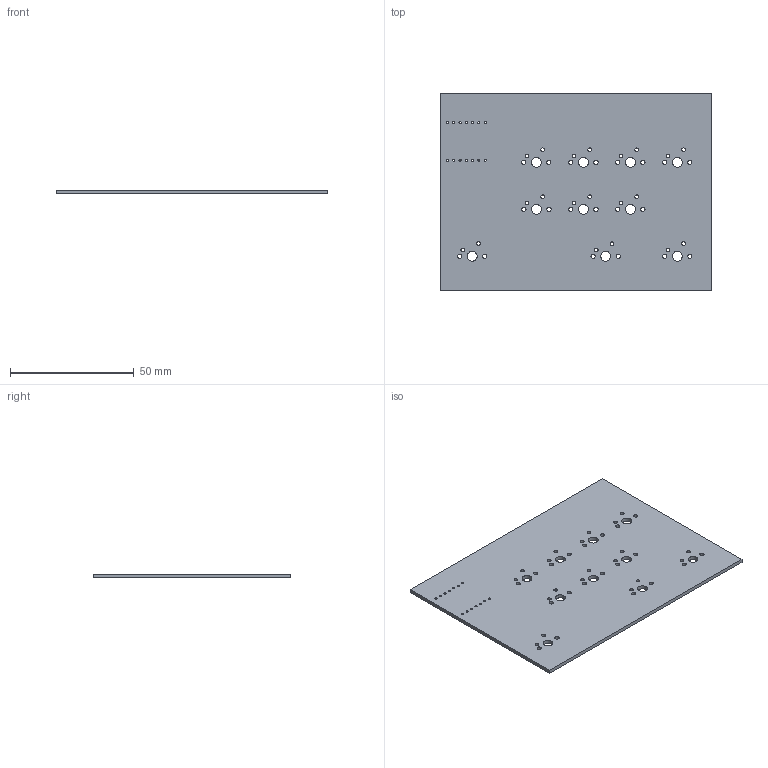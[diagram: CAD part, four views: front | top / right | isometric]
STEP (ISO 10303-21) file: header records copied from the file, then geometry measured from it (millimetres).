
FILE_DESCRIPTION(('KiCad electronic assembly'),'2;1');
FILE_NAME('keyboard-V1.1.step','2025-12-21T19:52:33',('Pcbnew'),('Kicad' ),'Open CASCADE STEP processor 7.9','KiCad to STEP converter', 'Unknown');
FILE_SCHEMA(('AUTOMOTIVE_DESIGN { 1 0 10303 214 1 1 1 1 }'));
Length unit declared in the file: millimetre
Products named in the file (3): keyboard-V1.1 1; keyboard_PCB; keyboard-V1.1 2
Assembly tree (1 placements, depth 2):
  keyboard-V1.1 1
    keyboard_PCB
  keyboard-V1.1 2
Bounding box: 110 x 80 x 1.51 mm (x, y, z)
Volume: 12963.2 mm3; surface area: 18296 mm2
Topology: 1 solids, 1 shells, 70 faces, 204 edges, 136 vertices
Faces by surface type: cylinder 64, plane 6
Full cylindrical faces by diameter (mm): 0.889 x14, 1.5 x20, 1.7 x20, 4 x10
Entity records: 2699 total; most frequent: DIRECTION 476, CARTESIAN_POINT 412, ORIENTED_EDGE 408, EDGE_CURVE 204, AXIS2_PLACEMENT_3D 200, FACE_BOUND 198, EDGE_LOOP 198, VERTEX_POINT 136
